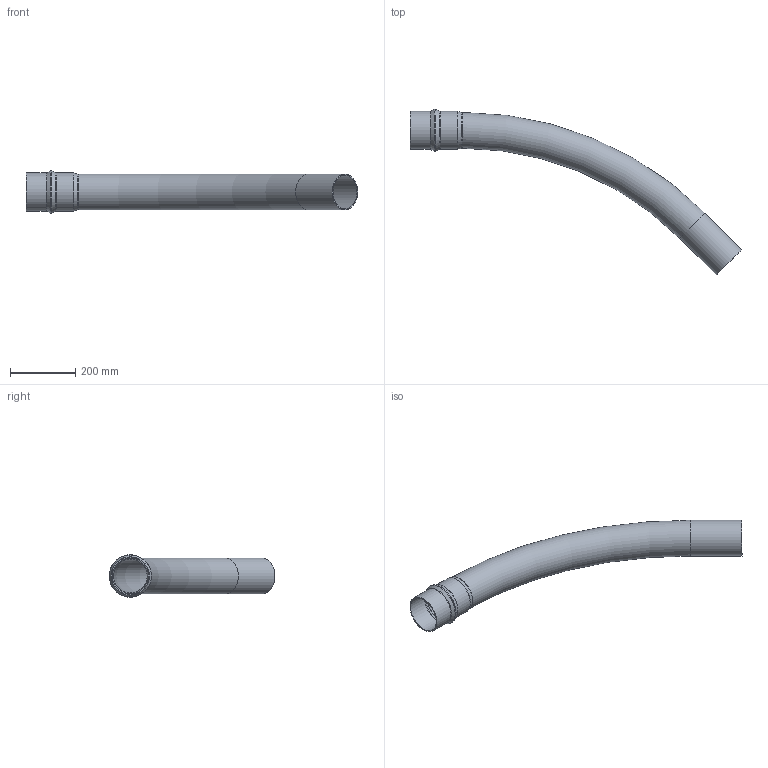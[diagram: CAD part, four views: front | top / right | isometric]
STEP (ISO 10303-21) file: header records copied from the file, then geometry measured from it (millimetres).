
FILE_DESCRIPTION(/* description */ (''),/* implementation_level */ '2;1');
FILE_NAME(/* name */ '530020z.stp',/* time_stamp */ '2026-03-23T09:22:51+01:00',/* author */ ('corinna'),/* organization */ (''),/* preprocessor_version */ 'ST-DEVELOPER v20',/* originating_system */ 'Autodesk Inventor 2024',/* authorisation */ '');
FILE_SCHEMA (('AUTOMOTIVE_DESIGN { 1 0 10303 214 3 1 1 }'));
Length unit declared in the file: millimetre
Products named in the file (1): KS-PVC-BO-SL-110x3,2-R1000-45°
Bounding box: 1017.43 x 509.46 x 130.5 mm (x, y, z)
Volume: 1202393.7 mm3; surface area: 753060.3 mm2
Topology: 1 solids, 1 shells, 32 faces, 88 edges, 58 vertices
Faces by surface type: torus 14, cylinder 10, cone 6, plane 2
Full cylindrical faces by diameter (mm): 103.593 x2, 110 x2, 110.4 x2, 116.8 x2, 124.1 x1, 130.5 x1
Entity records: 1124 total; most frequent: DIRECTION 226, CARTESIAN_POINT 179, ORIENTED_EDGE 176, AXIS2_PLACEMENT_3D 105, EDGE_CURVE 88, CIRCLE 72, VERTEX_POINT 58, EDGE_LOOP 34
